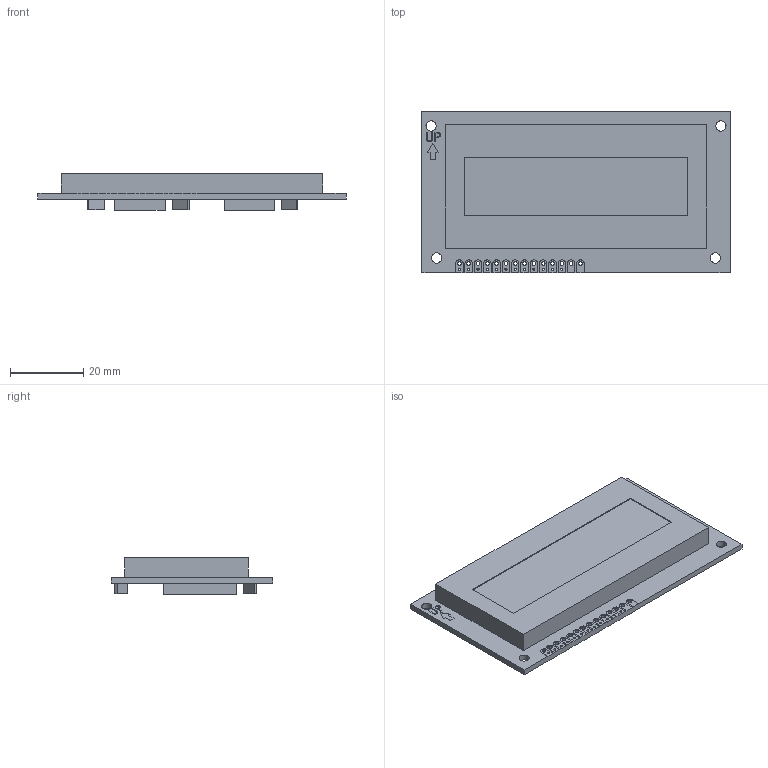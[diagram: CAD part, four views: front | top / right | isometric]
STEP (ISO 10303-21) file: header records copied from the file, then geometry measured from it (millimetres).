
FILE_DESCRIPTION (( 'STEP AP214' ), '1' );
FILE_NAME ('OPDEFAU0725741362957.step', '2006-07-25T11:41:38', ( 'sysadmin' ), ( 'SolidWorks' ), 'SwSTEP 2.0', 'SolidWorks 2006116', '' );
FILE_SCHEMA (( 'AUTOMOTIVE_DESIGN' ));
Length unit declared in the file: inch
Products named in the file (1): OPDEFAU0725741362957
Bounding box: 84 x 44 x 10.06 mm (x, y, z)
Volume: 20335.2 mm3; surface area: 9680.4 mm2
Topology: 1 solids, 1 shells, 266 faces, 750 edges, 500 vertices
Faces by surface type: plane 165, cylinder 88, bspline 13
Entity records: 13307 total; most frequent: CARTESIAN_POINT 2720, ORIENTED_EDGE 1500, DIRECTION 1408, EDGE_CURVE 750, VECTOR 548, LINE 548, VERTEX_POINT 500, AXIS2_PLACEMENT_3D 430
